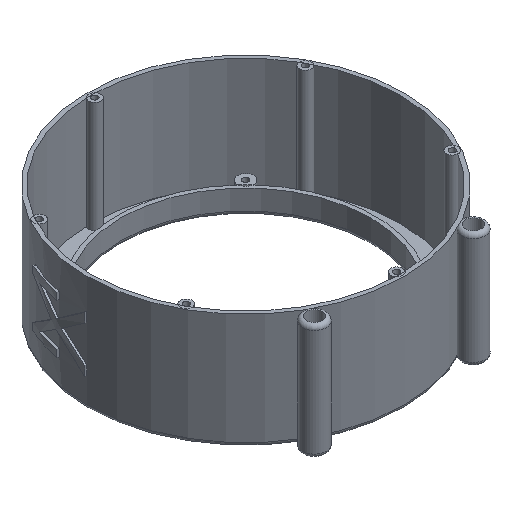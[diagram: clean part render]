
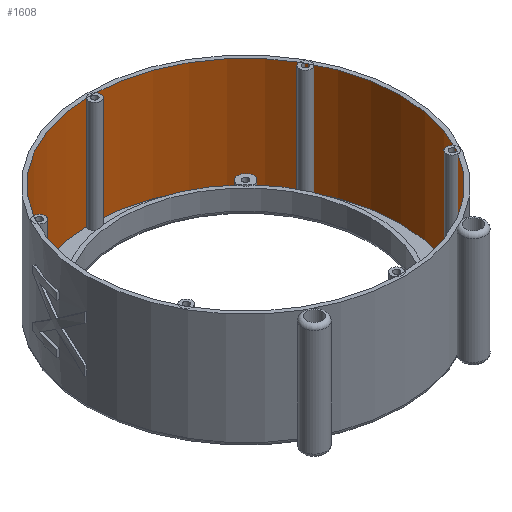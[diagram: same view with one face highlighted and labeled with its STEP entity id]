
A CAD part, isometric view. The second image highlights one B-rep face of the part: STEP entity #1608.
In plain terms, the highlighted cylindrical face has radius 39 mm (diameter 78 mm), a full revolution.
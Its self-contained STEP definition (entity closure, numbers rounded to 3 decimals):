
#90=CIRCLE('',#1706,39.);
#111=CIRCLE('',#1736,39.);
#212=LINE('',#3695,#287);
#287=VECTOR('',#1987,39.);
#412=FACE_OUTER_BOUND('',#527,.T.);
#527=EDGE_LOOP('',(#1304,#1305,#1306,#1307));
#755=VERTEX_POINT('',#3650);
#768=VERTEX_POINT('',#3693);
#932=EDGE_CURVE('',#755,#755,#90,.T.);
#953=EDGE_CURVE('',#768,#768,#111,.T.);
#954=EDGE_CURVE('',#768,#755,#212,.T.);
#1304=ORIENTED_EDGE('',*,*,#953,.F.);
#1305=ORIENTED_EDGE('',*,*,#954,.T.);
#1306=ORIENTED_EDGE('',*,*,#932,.T.);
#1307=ORIENTED_EDGE('',*,*,#954,.F.);
#1519=CYLINDRICAL_SURFACE('',#1735,39.);
#1608=ADVANCED_FACE('',(#412),#1519,.F.);
#1706=AXIS2_PLACEMENT_3D('',#3651,#1925,#1926);
#1735=AXIS2_PLACEMENT_3D('',#3692,#1983,#1984);
#1736=AXIS2_PLACEMENT_3D('',#3694,#1985,#1986);
#1925=DIRECTION('center_axis',(0.,0.,-1.));
#1926=DIRECTION('ref_axis',(1.,0.,0.));
#1983=DIRECTION('center_axis',(0.,0.,1.));
#1984=DIRECTION('ref_axis',(1.,0.,0.));
#1985=DIRECTION('center_axis',(0.,0.,-1.));
#1986=DIRECTION('ref_axis',(1.,0.,0.));
#1987=DIRECTION('',(0.,0.,-1.));
#3650=CARTESIAN_POINT('',(-39.,0.,0.));
#3651=CARTESIAN_POINT('Origin',(0.,0.,0.));
#3692=CARTESIAN_POINT('Origin',(0.,0.,0.));
#3693=CARTESIAN_POINT('',(-39.,0.,28.));
#3694=CARTESIAN_POINT('Origin',(0.,0.,28.));
#3695=CARTESIAN_POINT('',(-39.,0.,0.));
